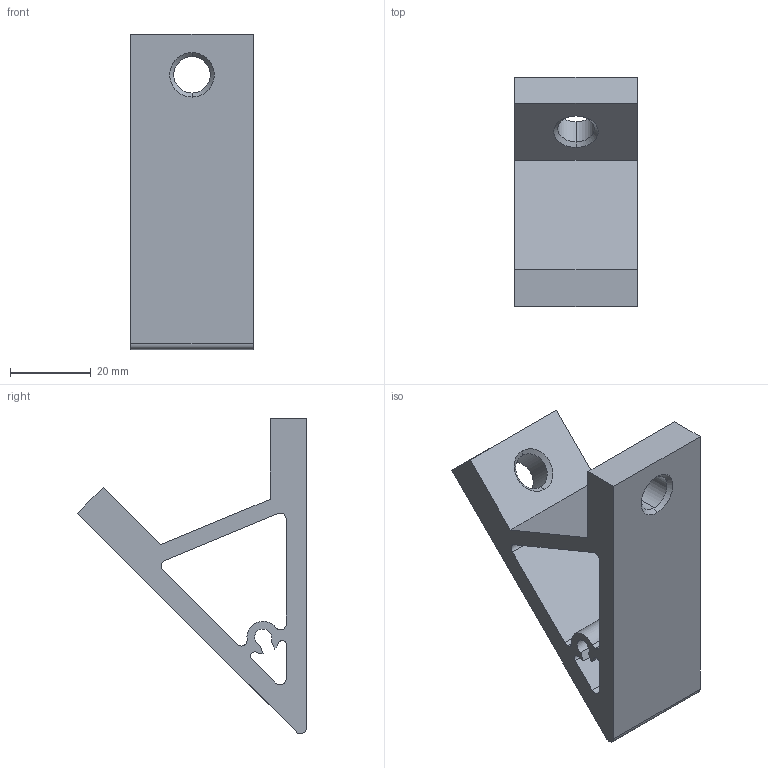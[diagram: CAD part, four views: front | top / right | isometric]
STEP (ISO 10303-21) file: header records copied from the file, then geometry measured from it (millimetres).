
FILE_DESCRIPTION (( 'STEP AP214' ), '1' );
FILE_NAME ('SNSD.30.51.71. Óãëîâîé ñîåäèíèòåëü 45° 80õ80õ30, ïàç 10(B05).STEP', '2014-12-22T11:33:17', ( 'XTreme.ws' ), ( 'XTreme.ws' ), 'SwSTEP 2.0', 'SolidWorks 2014', '' );
FILE_SCHEMA (( 'AUTOMOTIVE_DESIGN' ));
Length unit declared in the file: millimetre
Products named in the file (2): SNSD.30.51.71. Óãëîâîé ñîåäèíèòåëü 45° 80õ80õ30, ïàç 10(B05)
Bounding box: 30.2 x 56.57 x 77.88 mm (x, y, z)
Volume: 31477.7 mm3; surface area: 14220.8 mm2
Topology: 1 solids, 1 shells, 44 faces, 118 edges, 76 vertices
Faces by surface type: cylinder 20, plane 16, cone 8
Entity records: 1462 total; most frequent: DIRECTION 258, CARTESIAN_POINT 240, ORIENTED_EDGE 236, EDGE_CURVE 118, AXIS2_PLACEMENT_3D 94, VERTEX_POINT 76, VECTOR 70, LINE 70
